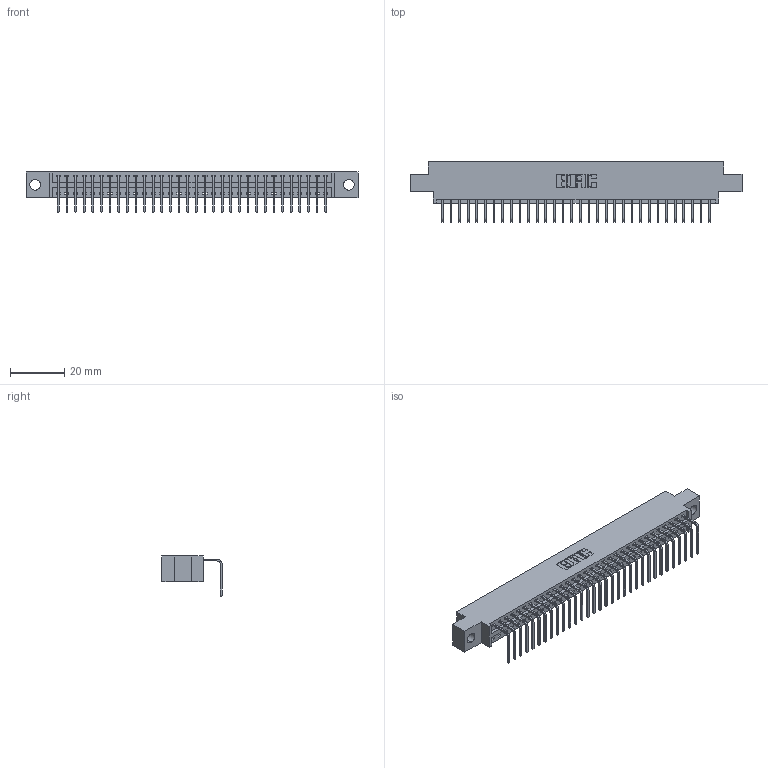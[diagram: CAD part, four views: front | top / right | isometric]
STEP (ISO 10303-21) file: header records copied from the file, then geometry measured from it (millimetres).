
FILE_DESCRIPTION (( 'STEP AP203' ), '1' );
FILE_NAME ('346-032-558-604.STEP', '2022-05-06T18:51:17', ( '' ), ( '' ), 'SwSTEP 2.0', 'SolidWorks 2020', '' );
FILE_SCHEMA (( 'CONFIG_CONTROL_DESIGN' ));
Length unit declared in the file: inch
Products named in the file (3): 346 Part_0.170 Offset - 0.156 Dia-TH; 345-292-001_558 Tail - 2; 346-032-558-604
Assembly tree (33 placements, depth 2):
  346-032-558-604
    346 Part_0.170 Offset - 0.156 Dia-TH
    345-292-001_558 Tail - 2  x32
Bounding box: 122.17 x 22.16 x 14.73 mm (x, y, z)
Volume: 11471.9 mm3; surface area: 14864.2 mm2
Topology: 33 solids, 33 shells, 2060 faces, 6201 edges, 4090 vertices
Faces by surface type: plane 1438, cylinder 622
Entity records: 21841 total; most frequent: CARTESIAN_POINT 3758, ORIENTED_EDGE 3722, DIRECTION 3325, EDGE_CURVE 1861, VECTOR 1601, LINE 1601, VERTEX_POINT 1238, AXIS2_PLACEMENT_3D 862
